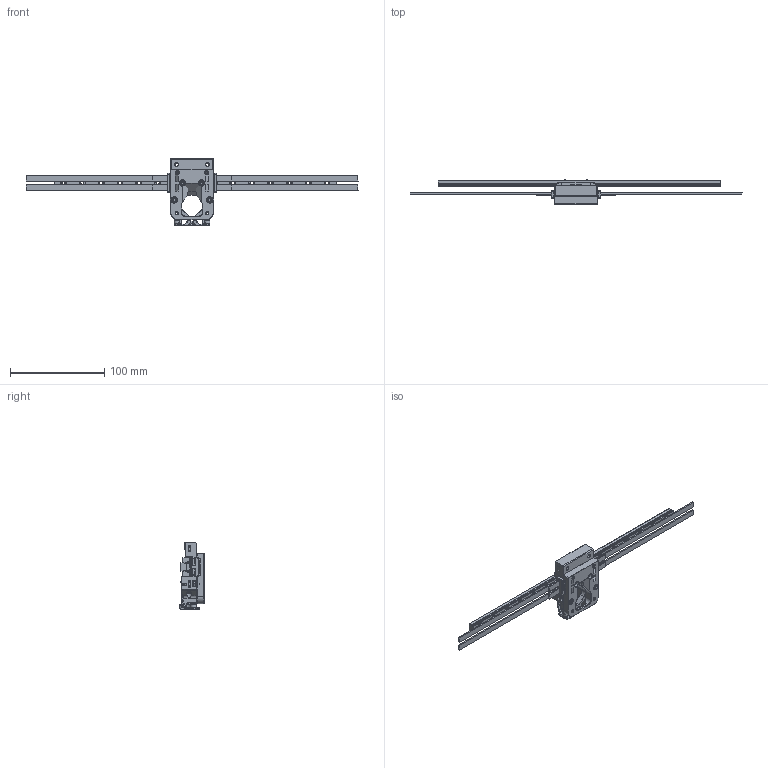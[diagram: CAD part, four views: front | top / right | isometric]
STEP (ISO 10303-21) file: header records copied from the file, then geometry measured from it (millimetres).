
FILE_DESCRIPTION(/* description */ ('STEP AP242','CAx-IF Rec.Pracs.---Representation and Presentation of Product Manufacturing Information (PMI)---4.0---2014-10-13','CAx-IF Rec.Pracs.---3D Tessellated Geometry---0.4---2014-09-14','2;1'),/* implementation_level */ '2;1');
FILE_NAME(/* name */ '64a3b5bbd186ab48a42da8c9',/* time_stamp */ '2023-07-04T06:01:34Z',/* author */ (''),/* organization */ (''),/* preprocessor_version */ 'ST-DEVELOPER v19.4',/* originating_system */ ' ',/* authorisation */ ' ');
FILE_SCHEMA (('AP242_MANAGED_MODEL_BASED_3D_ENGINEERING_MIM_LF { 1 0 10303 442 1 1 4 }'));
Products named in the file (24): Xol_Carriage_MGN9H; M3x8 SHCS; Beacon_Module; M3 Threaded Insert (1) v1; Belt clip; M3x6 BHCS; Xol_Carriage_Rear_MGN9H; M3 Hexnut; GT2 Belt 6mm; Parallel Pin 3 x 26; Xol_Carriage_Front_MGN9H; M2 Threaded Insert; MGN9H Rail assembly <1>; Linear Rail Assembly <2>; 300mm MGN9 Linear Rail; PRODUCT_NAME_1; PRODUCT_NAME_4; PRODUCT_NAME_8; PRODUCT_NAME_2; PRODUCT_NAME_5; PRODUCT_NAME_9; PRODUCT_NAME_3; PRODUCT_NAME_6; PRODUCT_NAME_7
Assembly tree (43 placements, depth 4):
  Xol_Carriage_MGN9H
    M3x8 SHCS  x8
    Beacon_Module
    M3 Threaded Insert (1) v1  x7
    Belt clip  x2
    M3x6 BHCS  x2
    Xol_Carriage_Rear_MGN9H
    M3 Hexnut  x2
    GT2 Belt 6mm  x4
    Parallel Pin 3 x 26  x2
    Xol_Carriage_Front_MGN9H
    M2 Threaded Insert
    MGN9H Rail assembly <1>
      Linear Rail Assembly <2>
        300mm MGN9 Linear Rail
        PRODUCT_NAME_1
        PRODUCT_NAME_4
        PRODUCT_NAME_8
        PRODUCT_NAME_2
        PRODUCT_NAME_5
        PRODUCT_NAME_9
        PRODUCT_NAME_3
        PRODUCT_NAME_6
        PRODUCT_NAME_7
Bounding box: 352.79 x 25.8 x 71.01 mm (x, y, z)
Volume: 63351 mm3; surface area: 51940.6 mm2
Topology: 41 solids, 48 shells, 2945 faces, 7756 edges, 4993 vertices
Faces by surface type: plane 1252, bspline 714, cylinder 686, cone 270, torus 17, sphere 6
Full cylindrical faces by diameter (mm): 1.43 x1, 2.03 x1, 2.1 x4, 2.459 x8, 2.8 x2, 2.9 x7, 2.94 x1, 2.975 x1, 3 x12, 3.2 x7, 3.22 x1, 3.4 x16, 3.5 x15, 4 x2, 4.2 x7, 4.25 x7, 4.6 x7, 4.7 x9, 4.8 x2, 5.5 x8, 5.7 x2, 6 x27, 7 x2
Entity records: 61031 total; most frequent: CARTESIAN_POINT 16913, ORIENTED_EDGE 9130, DIRECTION 8564, EDGE_CURVE 4565, VERTEX_POINT 3027, AXIS2_PLACEMENT_3D 2952, LINE 2660, VECTOR 2660
